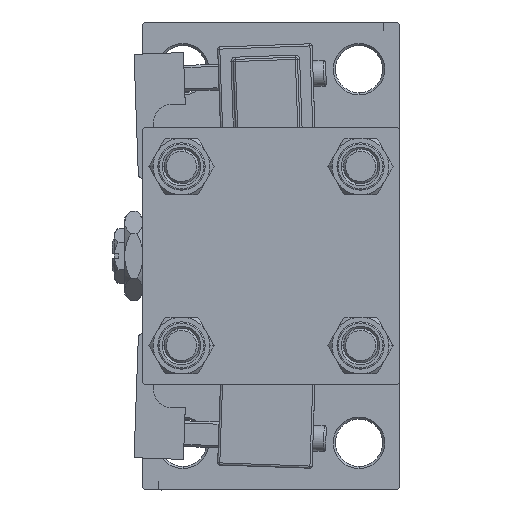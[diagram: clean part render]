
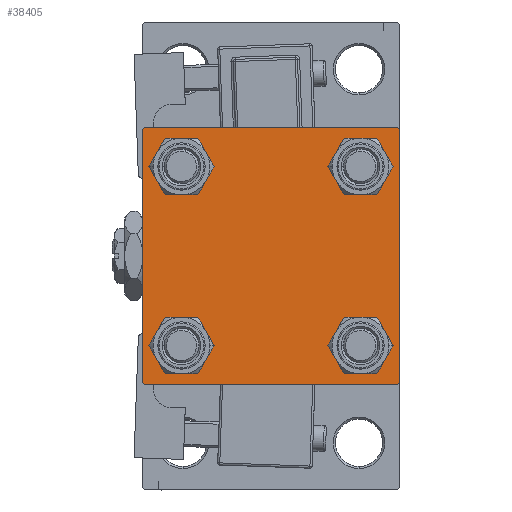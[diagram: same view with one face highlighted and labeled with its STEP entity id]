
A CAD part, left-side view. The second image highlights one B-rep face of the part: STEP entity #38405.
In plain terms, the highlighted planar face has unit normal (-1, 0, 0).
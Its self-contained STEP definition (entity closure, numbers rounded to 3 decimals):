
#114 = ORIENTED_EDGE ( 'NONE', *, *, #5837, .T. ) ;
#171 = ORIENTED_EDGE ( 'NONE', *, *, #953, .T. ) ;
#953 = EDGE_CURVE ( 'NONE', #30405, #43755, #26460, .T. ) ;
#1002 = CARTESIAN_POINT ( 'NONE',  ( 0., -29.5, -30. ) ) ;
#1058 = VECTOR ( 'NONE', #38293, 1000. ) ;
#1411 = CARTESIAN_POINT ( 'NONE',  ( 0., -20.85, -25.35 ) ) ;
#2022 = DIRECTION ( 'NONE',  ( 1., 0., 0. ) ) ;
#2532 = LINE ( 'NONE', #5554, #26317 ) ;
#2607 = VERTEX_POINT ( 'NONE', #49533 ) ;
#2892 = CARTESIAN_POINT ( 'NONE',  ( 0., -20.85, -20.85 ) ) ;
#3291 = CARTESIAN_POINT ( 'NONE',  ( 0., 30., 29.5 ) ) ;
#4629 = ORIENTED_EDGE ( 'NONE', *, *, #23670, .T. ) ;
#5000 = CIRCLE ( 'NONE', #9402, 4.5 ) ;
#5044 = ORIENTED_EDGE ( 'NONE', *, *, #31510, .T. ) ;
#5554 = CARTESIAN_POINT ( 'NONE',  ( 0., 30., -30. ) ) ;
#5837 = EDGE_CURVE ( 'NONE', #50860, #35953, #26422, .T. ) ;
#6411 = CARTESIAN_POINT ( 'NONE',  ( 0., 20.85, -20.85 ) ) ;
#6811 = DIRECTION ( 'NONE',  ( 1., 0., 0. ) ) ;
#6870 = VECTOR ( 'NONE', #34539, 1000. ) ;
#7776 = EDGE_CURVE ( 'NONE', #2607, #23785, #12535, .T. ) ;
#8364 = EDGE_CURVE ( 'NONE', #38288, #31674, #27405, .T. ) ;
#9072 = ORIENTED_EDGE ( 'NONE', *, *, #49285, .T. ) ;
#9402 = AXIS2_PLACEMENT_3D ( 'NONE', #46705, #50296, #37928 ) ;
#9405 = ORIENTED_EDGE ( 'NONE', *, *, #7776, .F. ) ;
#9531 = EDGE_LOOP ( 'NONE', ( #34995, #42617 ) ) ;
#9679 = DIRECTION ( 'NONE',  ( 0., -1., 0. ) ) ;
#9841 = LINE ( 'NONE', #17783, #6870 ) ;
#9974 = CARTESIAN_POINT ( 'NONE',  ( 0., -30., 29.5 ) ) ;
#11062 = DIRECTION ( 'NONE',  ( 1., 0., 0. ) ) ;
#11123 = EDGE_CURVE ( 'NONE', #41683, #11546, #18467, .T. ) ;
#11136 = ORIENTED_EDGE ( 'NONE', *, *, #30648, .T. ) ;
#11546 = VERTEX_POINT ( 'NONE', #20104 ) ;
#12431 = DIRECTION ( 'NONE',  ( 0., 0., 1. ) ) ;
#12535 = LINE ( 'NONE', #13328, #41474 ) ;
#12772 = FACE_BOUND ( 'NONE', #9531, .T. ) ;
#12878 = CARTESIAN_POINT ( 'NONE',  ( 0., -20.85, 20.85 ) ) ;
#13305 = FACE_BOUND ( 'NONE', #46697, .T. ) ;
#13328 = CARTESIAN_POINT ( 'NONE',  ( 0., 30., 30. ) ) ;
#14496 = CIRCLE ( 'NONE', #17113, 4.5 ) ;
#16261 = CARTESIAN_POINT ( 'NONE',  ( 0., -20.85, -20.85 ) ) ;
#16470 = VERTEX_POINT ( 'NONE', #33901 ) ;
#17113 = AXIS2_PLACEMENT_3D ( 'NONE', #2892, #52596, #40799 ) ;
#17121 = ORIENTED_EDGE ( 'NONE', *, *, #17271, .T. ) ;
#17190 = CIRCLE ( 'NONE', #52333, 4.5 ) ;
#17266 = CARTESIAN_POINT ( 'NONE',  ( 0., 20.85, 20.85 ) ) ;
#17271 = EDGE_CURVE ( 'NONE', #39021, #11546, #51706, .T. ) ;
#17323 = CARTESIAN_POINT ( 'NONE',  ( 0., 20.85, -25.35 ) ) ;
#17360 = CARTESIAN_POINT ( 'NONE',  ( 0., 29.5, -30. ) ) ;
#17783 = CARTESIAN_POINT ( 'NONE',  ( 0., 30., 30. ) ) ;
#18467 = LINE ( 'NONE', #46814, #1058 ) ;
#19089 = CARTESIAN_POINT ( 'NONE',  ( 0., -20.85, 25.35 ) ) ;
#19989 = CARTESIAN_POINT ( 'NONE',  ( 0., 20.85, 25.35 ) ) ;
#20104 = CARTESIAN_POINT ( 'NONE',  ( 0., -30., -29.5 ) ) ;
#20396 = CARTESIAN_POINT ( 'NONE',  ( 0., 30., -29.5 ) ) ;
#21107 = EDGE_LOOP ( 'NONE', ( #54324, #9072 ) ) ;
#21352 = ORIENTED_EDGE ( 'NONE', *, *, #52742, .T. ) ;
#21638 = DIRECTION ( 'NONE',  ( 1., 0., 0. ) ) ;
#22268 = VERTEX_POINT ( 'NONE', #3291 ) ;
#22808 = EDGE_CURVE ( 'NONE', #2607, #22268, #39983, .T. ) ;
#22976 = EDGE_CURVE ( 'NONE', #38294, #51005, #17190, .T. ) ;
#23275 = CARTESIAN_POINT ( 'NONE',  ( 0., 20.85, -20.85 ) ) ;
#23546 = DIRECTION ( 'NONE',  ( 0., 0., 1. ) ) ;
#23670 = EDGE_CURVE ( 'NONE', #41683, #23785, #47083, .T. ) ;
#23785 = VERTEX_POINT ( 'NONE', #29183 ) ;
#24421 = DIRECTION ( 'NONE',  ( 1., 0., 0. ) ) ;
#24837 = EDGE_CURVE ( 'NONE', #16470, #45176, #5000, .T. ) ;
#26317 = VECTOR ( 'NONE', #9679, 1000. ) ;
#26422 = LINE ( 'NONE', #31085, #30756 ) ;
#26447 = DIRECTION ( 'NONE',  ( 0., 0., 1. ) ) ;
#26460 = CIRCLE ( 'NONE', #37915, 4.5 ) ;
#26966 = DIRECTION ( 'NONE',  ( 0., -0.707, -0.707 ) ) ;
#27038 = DIRECTION ( 'NONE',  ( 0., 0.707, -0.707 ) ) ;
#27405 = CIRCLE ( 'NONE', #34412, 4.5 ) ;
#27603 = CARTESIAN_POINT ( 'NONE',  ( 0., 29.75, 29.75 ) ) ;
#27942 = CIRCLE ( 'NONE', #45526, 4.5 ) ;
#29183 = CARTESIAN_POINT ( 'NONE',  ( 0., -29.5, 30. ) ) ;
#29505 = CARTESIAN_POINT ( 'NONE',  ( 0., 0., 0. ) ) ;
#29773 = FACE_OUTER_BOUND ( 'NONE', #39752, .T. ) ;
#30251 = VECTOR ( 'NONE', #30539, 1000. ) ;
#30405 = VERTEX_POINT ( 'NONE', #17323 ) ;
#30539 = DIRECTION ( 'NONE',  ( 0., -0.707, 0.707 ) ) ;
#30569 = DIRECTION ( 'NONE',  ( 0., 0.707, 0.707 ) ) ;
#30598 = ORIENTED_EDGE ( 'NONE', *, *, #24837, .T. ) ;
#30648 = EDGE_CURVE ( 'NONE', #45176, #16470, #46281, .T. ) ;
#30756 = VECTOR ( 'NONE', #26966, 1000. ) ;
#31085 = CARTESIAN_POINT ( 'NONE',  ( 0., 29.75, -29.75 ) ) ;
#31510 = EDGE_CURVE ( 'NONE', #22268, #50860, #9841, .T. ) ;
#31674 = VERTEX_POINT ( 'NONE', #32859 ) ;
#31902 = DIRECTION ( 'NONE',  ( 0., 0., 1. ) ) ;
#32859 = CARTESIAN_POINT ( 'NONE',  ( 0., -20.85, 16.35 ) ) ;
#33033 = VECTOR ( 'NONE', #30569, 1000. ) ;
#33376 = DIRECTION ( 'NONE',  ( 0., -1., 0. ) ) ;
#33901 = CARTESIAN_POINT ( 'NONE',  ( 0., 20.85, 16.35 ) ) ;
#34023 = CARTESIAN_POINT ( 'NONE',  ( 0., 20.85, -16.35 ) ) ;
#34412 = AXIS2_PLACEMENT_3D ( 'NONE', #37131, #11062, #31902 ) ;
#34432 = DIRECTION ( 'NONE',  ( -1., 0., 0. ) ) ;
#34539 = DIRECTION ( 'NONE',  ( 0., 0., -1. ) ) ;
#34699 = FACE_BOUND ( 'NONE', #21107, .T. ) ;
#34995 = ORIENTED_EDGE ( 'NONE', *, *, #22976, .T. ) ;
#35210 = CARTESIAN_POINT ( 'NONE',  ( 0., -29.75, -29.75 ) ) ;
#35521 = DIRECTION ( 'NONE',  ( 0., 0., 1. ) ) ;
#35615 = ORIENTED_EDGE ( 'NONE', *, *, #11123, .F. ) ;
#35953 = VERTEX_POINT ( 'NONE', #17360 ) ;
#36051 = EDGE_CURVE ( 'NONE', #35953, #39021, #2532, .T. ) ;
#36301 = CIRCLE ( 'NONE', #43322, 4.5 ) ;
#37131 = CARTESIAN_POINT ( 'NONE',  ( 0., -20.85, 20.85 ) ) ;
#37915 = AXIS2_PLACEMENT_3D ( 'NONE', #23275, #6811, #23546 ) ;
#37928 = DIRECTION ( 'NONE',  ( 0., 0., 1. ) ) ;
#38288 = VERTEX_POINT ( 'NONE', #19089 ) ;
#38293 = DIRECTION ( 'NONE',  ( 0., 0., -1. ) ) ;
#38294 = VERTEX_POINT ( 'NONE', #39448 ) ;
#38301 = PLANE ( 'NONE',  #53476 ) ;
#38405 = ADVANCED_FACE ( 'NONE', ( #34699, #12772, #51467, #13305, #29773 ), #38301, .T. ) ;
#39021 = VERTEX_POINT ( 'NONE', #1002 ) ;
#39448 = CARTESIAN_POINT ( 'NONE',  ( 0., -20.85, -16.35 ) ) ;
#39752 = EDGE_LOOP ( 'NONE', ( #5044, #114, #48927, #17121, #35615, #4629, #9405, #53645 ) ) ;
#39983 = LINE ( 'NONE', #27603, #52301 ) ;
#40799 = DIRECTION ( 'NONE',  ( 0., 0., 1. ) ) ;
#41474 = VECTOR ( 'NONE', #33376, 1000. ) ;
#41683 = VERTEX_POINT ( 'NONE', #9974 ) ;
#42617 = ORIENTED_EDGE ( 'NONE', *, *, #48935, .T. ) ;
#43322 = AXIS2_PLACEMENT_3D ( 'NONE', #12878, #21638, #50513 ) ;
#43755 = VERTEX_POINT ( 'NONE', #34023 ) ;
#45176 = VERTEX_POINT ( 'NONE', #19989 ) ;
#45526 = AXIS2_PLACEMENT_3D ( 'NONE', #6411, #2022, #35521 ) ;
#45598 = DIRECTION ( 'NONE',  ( 0., 0., 1. ) ) ;
#46281 = CIRCLE ( 'NONE', #48030, 4.5 ) ;
#46697 = EDGE_LOOP ( 'NONE', ( #11136, #30598 ) ) ;
#46705 = CARTESIAN_POINT ( 'NONE',  ( 0., 20.85, 20.85 ) ) ;
#46814 = CARTESIAN_POINT ( 'NONE',  ( 0., -30., 30. ) ) ;
#47083 = LINE ( 'NONE', #51469, #33033 ) ;
#48030 = AXIS2_PLACEMENT_3D ( 'NONE', #17266, #24421, #45598 ) ;
#48927 = ORIENTED_EDGE ( 'NONE', *, *, #36051, .T. ) ;
#48935 = EDGE_CURVE ( 'NONE', #51005, #38294, #14496, .T. ) ;
#49285 = EDGE_CURVE ( 'NONE', #31674, #38288, #36301, .T. ) ;
#49533 = CARTESIAN_POINT ( 'NONE',  ( 0., 29.5, 30. ) ) ;
#50296 = DIRECTION ( 'NONE',  ( 1., 0., 0. ) ) ;
#50513 = DIRECTION ( 'NONE',  ( 0., 0., 1. ) ) ;
#50860 = VERTEX_POINT ( 'NONE', #20396 ) ;
#51005 = VERTEX_POINT ( 'NONE', #1411 ) ;
#51467 = FACE_BOUND ( 'NONE', #54003, .T. ) ;
#51469 = CARTESIAN_POINT ( 'NONE',  ( 0., -29.75, 29.75 ) ) ;
#51706 = LINE ( 'NONE', #35210, #30251 ) ;
#52301 = VECTOR ( 'NONE', #27038, 1000. ) ;
#52333 = AXIS2_PLACEMENT_3D ( 'NONE', #16261, #54164, #12431 ) ;
#52596 = DIRECTION ( 'NONE',  ( 1., 0., 0. ) ) ;
#52742 = EDGE_CURVE ( 'NONE', #43755, #30405, #27942, .T. ) ;
#53476 = AXIS2_PLACEMENT_3D ( 'NONE', #29505, #34432, #26447 ) ;
#53645 = ORIENTED_EDGE ( 'NONE', *, *, #22808, .T. ) ;
#54003 = EDGE_LOOP ( 'NONE', ( #21352, #171 ) ) ;
#54164 = DIRECTION ( 'NONE',  ( 1., 0., 0. ) ) ;
#54324 = ORIENTED_EDGE ( 'NONE', *, *, #8364, .T. ) ;
